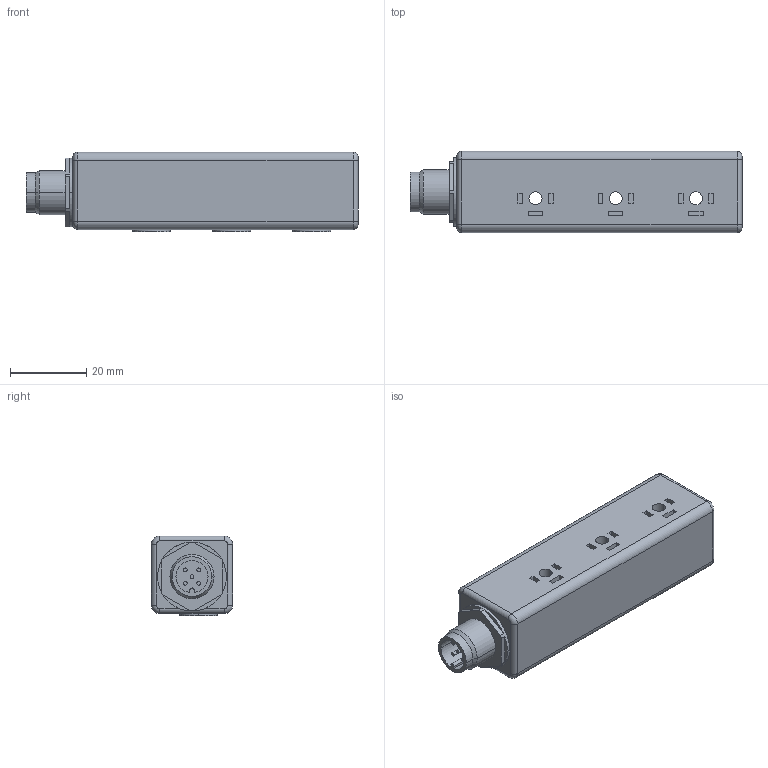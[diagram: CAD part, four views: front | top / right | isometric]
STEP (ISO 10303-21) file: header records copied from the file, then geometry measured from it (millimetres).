
FILE_DESCRIPTION (( 'STEP AP214' ), '1' );
FILE_NAME ('BVPS-3.step', '2016-07-27T15:14:24', ( '' ), ( '' ), 'SwSTEP 2.0', 'SolidWorks 2016', '' );
FILE_SCHEMA (( 'AUTOMOTIVE_DESIGN' ));
Length unit declared in the file: inch
Products named in the file (1): BVPS-3
Bounding box: 87 x 21.31 x 20.95 mm (x, y, z)
Volume: 32256.7 mm3; surface area: 8751.1 mm2
Topology: 1 solids, 1 shells, 140 faces, 326 edges, 210 vertices
Faces by surface type: plane 80, cylinder 50, torus 8, cone 2
Entity records: 4607 total; most frequent: DIRECTION 730, CARTESIAN_POINT 677, ORIENTED_EDGE 652, EDGE_CURVE 326, AXIS2_PLACEMENT_3D 263, VERTEX_POINT 210, VECTOR 204, LINE 204
